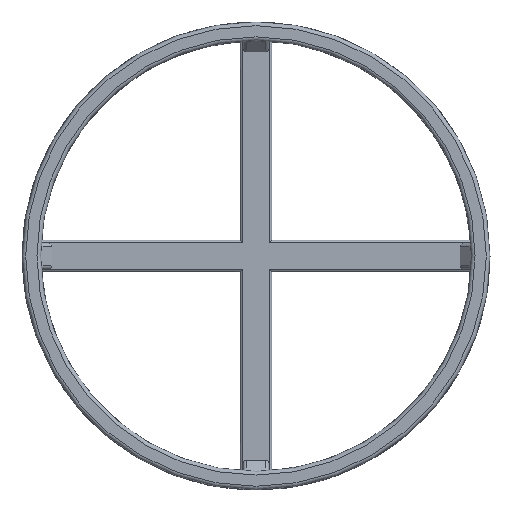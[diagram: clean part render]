
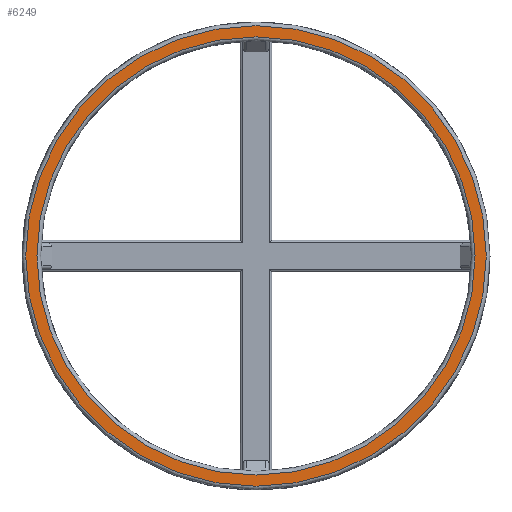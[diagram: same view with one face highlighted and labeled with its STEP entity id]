
A CAD part, top view. The second image highlights one B-rep face of the part: STEP entity #6249.
In plain terms, the highlighted planar face has unit normal (0, 0, 1).
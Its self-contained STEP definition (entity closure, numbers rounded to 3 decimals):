
#496 = TOROIDAL_SURFACE('',#497,58.75,1.);
#497 = AXIS2_PLACEMENT_3D('',#498,#499,#500);
#498 = CARTESIAN_POINT('',(0.,0.,21.));
#499 = DIRECTION('',(0.,0.,1.));
#500 = DIRECTION('',(1.,0.,-0.));
#4733 = VERTEX_POINT('',#4734);
#4734 = CARTESIAN_POINT('',(58.75,0.,22.));
#4754 = EDGE_CURVE('',#4733,#4733,#4755,.T.);
#4755 = SURFACE_CURVE('',#4756,(#4761,#4768),.PCURVE_S1.);
#4756 = CIRCLE('',#4757,58.75);
#4757 = AXIS2_PLACEMENT_3D('',#4758,#4759,#4760);
#4758 = CARTESIAN_POINT('',(0.,0.,22.));
#4759 = DIRECTION('',(0.,0.,1.));
#4760 = DIRECTION('',(1.,0.,-0.));
#4761 = PCURVE('',#496,#4762);
#4762 = DEFINITIONAL_REPRESENTATION('',(#4763),#4767);
#4763 = LINE('',#4764,#4765);
#4764 = CARTESIAN_POINT('',(0.,1.571));
#4765 = VECTOR('',#4766,1.);
#4766 = DIRECTION('',(1.,0.));
#4767 = ( GEOMETRIC_REPRESENTATION_CONTEXT(2) 
PARAMETRIC_REPRESENTATION_CONTEXT() REPRESENTATION_CONTEXT('2D SPACE',''
  ) );
#4768 = PCURVE('',#4769,#4774);
#4769 = PLANE('',#4770);
#4770 = AXIS2_PLACEMENT_3D('',#4771,#4772,#4773);
#4771 = CARTESIAN_POINT('',(0.,0.,22.)
  );
#4772 = DIRECTION('',(0.,0.,1.));
#4773 = DIRECTION('',(1.,0.,-0.));
#4774 = DEFINITIONAL_REPRESENTATION('',(#4775),#4779);
#4775 = CIRCLE('',#4776,58.75);
#4776 = AXIS2_PLACEMENT_2D('',#4777,#4778);
#4777 = CARTESIAN_POINT('',(0.,0.));
#4778 = DIRECTION('',(1.,0.));
#4779 = ( GEOMETRIC_REPRESENTATION_CONTEXT(2) 
PARAMETRIC_REPRESENTATION_CONTEXT() REPRESENTATION_CONTEXT('2D SPACE',''
  ) );
#6249 = ADVANCED_FACE('',(#6250,#6253),#4769,.T.);
#6250 = FACE_BOUND('',#6251,.T.);
#6251 = EDGE_LOOP('',(#6252));
#6252 = ORIENTED_EDGE('',*,*,#4754,.F.);
#6253 = FACE_BOUND('',#6254,.T.);
#6254 = EDGE_LOOP('',(#6255));
#6255 = ORIENTED_EDGE('',*,*,#6256,.T.);
#6256 = EDGE_CURVE('',#6257,#6257,#6259,.T.);
#6257 = VERTEX_POINT('',#6258);
#6258 = CARTESIAN_POINT('',(61.75,0.,22.));
#6259 = SURFACE_CURVE('',#6260,(#6265,#6272),.PCURVE_S1.);
#6260 = CIRCLE('',#6261,61.75);
#6261 = AXIS2_PLACEMENT_3D('',#6262,#6263,#6264);
#6262 = CARTESIAN_POINT('',(0.,0.,22.));
#6263 = DIRECTION('',(0.,0.,1.));
#6264 = DIRECTION('',(1.,0.,-0.));
#6265 = PCURVE('',#4769,#6266);
#6266 = DEFINITIONAL_REPRESENTATION('',(#6267),#6271);
#6267 = CIRCLE('',#6268,61.75);
#6268 = AXIS2_PLACEMENT_2D('',#6269,#6270);
#6269 = CARTESIAN_POINT('',(0.,0.));
#6270 = DIRECTION('',(1.,0.));
#6271 = ( GEOMETRIC_REPRESENTATION_CONTEXT(2) 
PARAMETRIC_REPRESENTATION_CONTEXT() REPRESENTATION_CONTEXT('2D SPACE',''
  ) );
#6272 = PCURVE('',#6273,#6278);
#6273 = TOROIDAL_SURFACE('',#6274,61.75,1.);
#6274 = AXIS2_PLACEMENT_3D('',#6275,#6276,#6277);
#6275 = CARTESIAN_POINT('',(0.,0.,21.));
#6276 = DIRECTION('',(0.,0.,1.));
#6277 = DIRECTION('',(1.,0.,-0.));
#6278 = DEFINITIONAL_REPRESENTATION('',(#6279),#6283);
#6279 = LINE('',#6280,#6281);
#6280 = CARTESIAN_POINT('',(0.,1.571));
#6281 = VECTOR('',#6282,1.);
#6282 = DIRECTION('',(1.,0.));
#6283 = ( GEOMETRIC_REPRESENTATION_CONTEXT(2) 
PARAMETRIC_REPRESENTATION_CONTEXT() REPRESENTATION_CONTEXT('2D SPACE',''
  ) );
